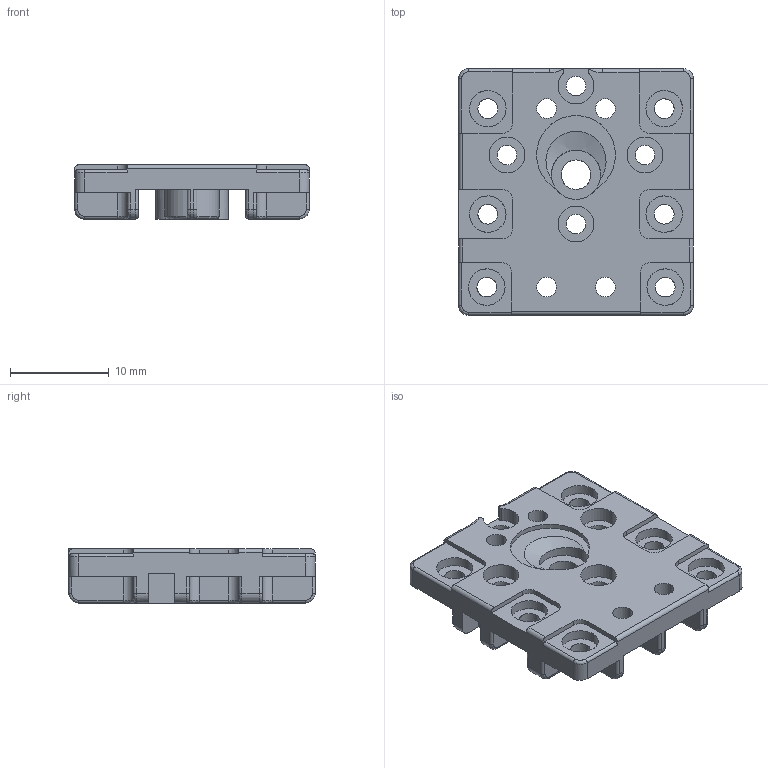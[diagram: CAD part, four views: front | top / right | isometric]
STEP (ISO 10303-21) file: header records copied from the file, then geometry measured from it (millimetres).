
FILE_DESCRIPTION (( 'STEP AP214' ), '1' );
FILE_NAME ('DRB-0004.step', '2015-02-11T17:07:42', ( 'Alexandre' ), ( '' ), 'SwSTEP 2.0', 'SolidWorks 2015', '' );
FILE_SCHEMA (( 'AUTOMOTIVE_DESIGN' ));
Length unit declared in the file: millimetre
Products named in the file (1): DRB-0004
Bounding box: 23.8 x 25 x 5.5 mm (x, y, z)
Volume: 1631.7 mm3; surface area: 2286.5 mm2
Topology: 1 solids, 1 shells, 318 faces, 872 edges, 565 vertices
Faces by surface type: cylinder 171, plane 103, bspline 43, torus 1
Entity records: 16583 total; most frequent: CARTESIAN_POINT 5422, ORIENTED_EDGE 1744, DIRECTION 1395, EDGE_CURVE 872, VERTEX_POINT 565, AXIS2_PLACEMENT_3D 494, VECTOR 407, LINE 407
